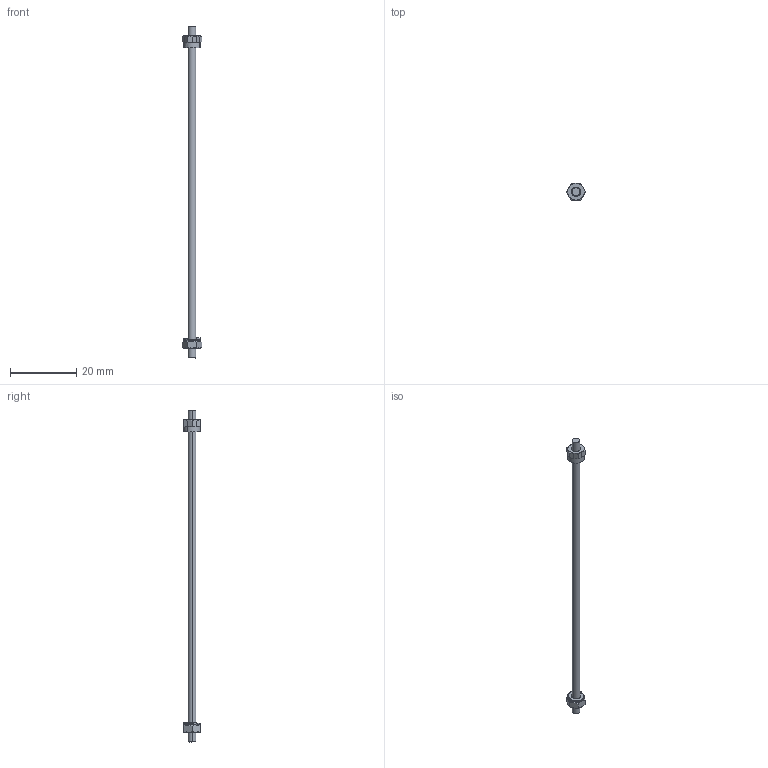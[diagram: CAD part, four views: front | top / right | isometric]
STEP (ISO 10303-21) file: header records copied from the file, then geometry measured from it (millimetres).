
FILE_DESCRIPTION(/* description */ (''),/* implementation_level */ '2;1');
FILE_NAME(/* name */ 'BOLT-A~1',/* time_stamp */ '2020-03-05T14:13:57+01:00',/* author */ (''),/* organization */ (''),/* preprocessor_version */ 'ST-DEVELOPER v15',/* originating_system */ '',/* authorisation */ '');
FILE_SCHEMA (('AUTOMOTIVE_DESIGN'));
Length unit declared in the file: millimetre
Products named in the file (1): Document
Bounding box: 5.77 x 5 x 100 mm (x, y, z)
Volume: 453.3 mm3; surface area: 1017.6 mm2
Topology: 1 solids, 4 shells, 98 faces, 230 edges, 136 vertices
Faces by surface type: bspline 72, plane 26
Entity records: 6170 total; most frequent: CARTESIAN_POINT 4775, ORIENTED_EDGE 444, EDGE_CURVE 230, B_SPLINE_CURVE_WITH_KNOTS 149, VERTEX_POINT 136, EDGE_LOOP 102, ADVANCED_FACE 98, FACE_OUTER_BOUND 98
